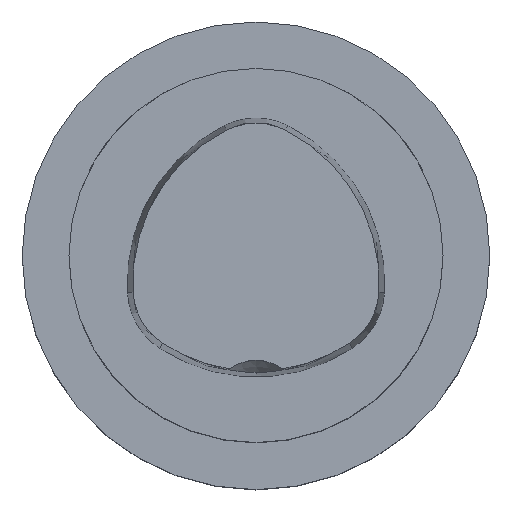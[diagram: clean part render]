
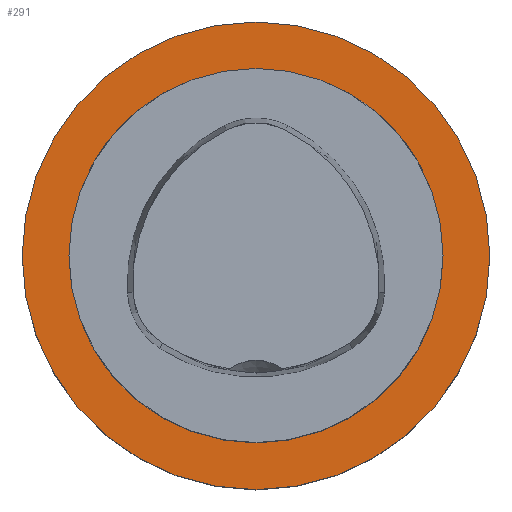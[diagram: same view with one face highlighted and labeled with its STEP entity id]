
A CAD part, top view. The second image highlights one B-rep face of the part: STEP entity #291.
In plain terms, the highlighted planar face has unit normal (0, 0, 1).
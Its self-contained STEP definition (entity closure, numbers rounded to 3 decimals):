
#118=FACE_BOUND('',#381,.T.);
#119=FACE_BOUND('',#382,.T.);
#155=PLANE('',#793);
#291=ADVANCED_FACE('',(#118,#119),#155,.T.);
#381=EDGE_LOOP('',(#542));
#382=EDGE_LOOP('',(#543));
#424=CIRCLE('',#787,16.0);
#427=CIRCLE('',#792,20.0);
#542=ORIENTED_EDGE('',*,*,#704,.F.);
#543=ORIENTED_EDGE('',*,*,#715,.T.);
#630=VERTEX_POINT('',#1139);
#641=VERTEX_POINT('',#1163);
#704=EDGE_CURVE('',#630,#630,#424,.T.);
#715=EDGE_CURVE('',#641,#641,#427,.T.);
#787=AXIS2_PLACEMENT_3D('',#1138,#936,#937);
#792=AXIS2_PLACEMENT_3D('',#1162,#954,#955);
#793=AXIS2_PLACEMENT_3D('',#1164,#956,#957);
#936=DIRECTION('',(0.0,0.0,1.0));
#937=DIRECTION('',(1.0,0.0,0.0));
#954=DIRECTION('',(0.0,0.0,1.0));
#955=DIRECTION('',(1.0,0.0,0.0));
#956=DIRECTION('',(0.0,0.0,1.0));
#957=DIRECTION('',(-1.0,0.0,0.0));
#1138=CARTESIAN_POINT('',(0.0,0.0,-15.0));
#1139=CARTESIAN_POINT('',(16.0,0.0,-15.0));
#1162=CARTESIAN_POINT('',(0.,0.,-15.0));
#1163=CARTESIAN_POINT('',(20.0,0.,-15.0));
#1164=CARTESIAN_POINT('',(0.,0.,-15.0));
